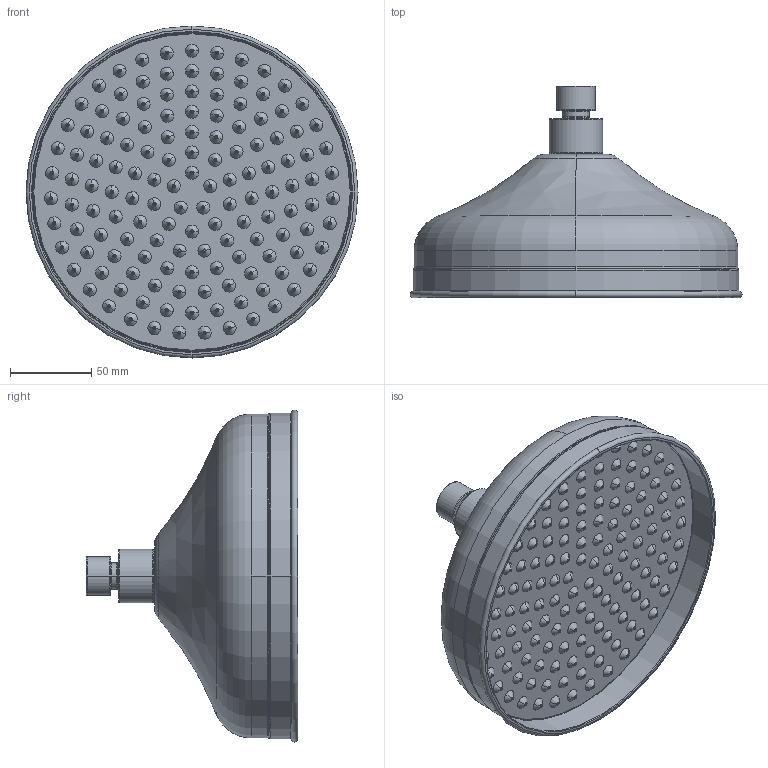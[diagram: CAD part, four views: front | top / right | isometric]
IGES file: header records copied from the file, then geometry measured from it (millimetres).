
Global section: file name: No Iges File Name specified; native system: Autodesk Inventor 2010; preprocessor: AutoDesk Inventor Iges Exporter R2010; author: adaniels; date: 20100430.160048; units: millimetre
Bounding box: 204 x 130 x 204 mm (x, y, z)
Volume: 1394574.8 mm3; surface area: 113087.9 mm2
Topology: 1 solids, 1 shells, 901 faces, 1842 edges, 1229 vertices
Faces by surface type: plane 288, revolution 284, cone 282, torus 20, bspline 14, cylinder 12, sphere 1
